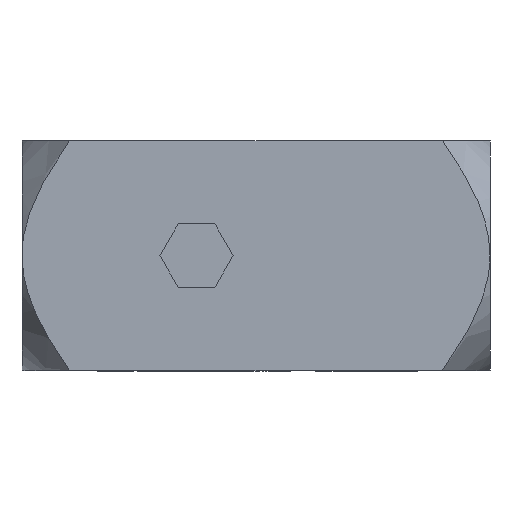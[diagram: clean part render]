
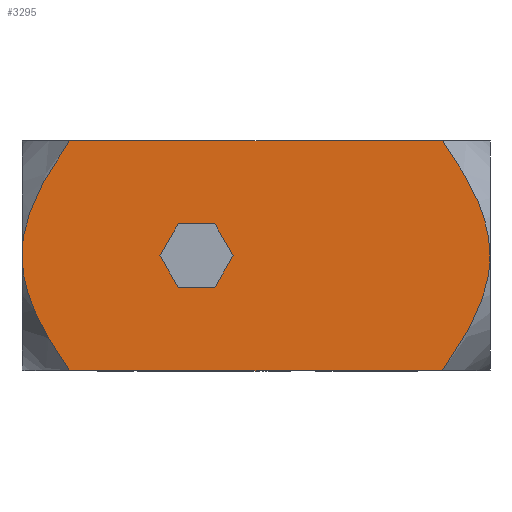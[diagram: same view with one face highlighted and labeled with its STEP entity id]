
A CAD part, left-side view. The second image highlights one B-rep face of the part: STEP entity #3295.
In plain terms, the highlighted planar face has unit normal (-1, 0, 0).
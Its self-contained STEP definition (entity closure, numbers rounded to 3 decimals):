
#27=(
BOUNDED_CURVE()
B_SPLINE_CURVE(2,(#5216,#5217,#5218),.UNSPECIFIED.,.F.,.F.)
B_SPLINE_CURVE_WITH_KNOTS((3,3),(1.67,3.918),
 .UNSPECIFIED.)
CURVE()
GEOMETRIC_REPRESENTATION_ITEM()
RATIONAL_B_SPLINE_CURVE((1.153,1.18,1.))
REPRESENTATION_ITEM('')
);
#29=(
BOUNDED_CURVE()
B_SPLINE_CURVE(2,(#5223,#5224,#5225),.UNSPECIFIED.,.F.,.F.)
B_SPLINE_CURVE_WITH_KNOTS((3,3),(3.918,6.165),
 .UNSPECIFIED.)
CURVE()
GEOMETRIC_REPRESENTATION_ITEM()
RATIONAL_B_SPLINE_CURVE((1.,1.18,1.153))
REPRESENTATION_ITEM('')
);
#31=(
BOUNDED_CURVE()
B_SPLINE_CURVE(2,(#5231,#5232,#5233),.UNSPECIFIED.,.F.,.F.)
B_SPLINE_CURVE_WITH_KNOTS((3,3),(1.103,3.143),
 .UNSPECIFIED.)
CURVE()
GEOMETRIC_REPRESENTATION_ITEM()
RATIONAL_B_SPLINE_CURVE((1.111,1.158,1.))
REPRESENTATION_ITEM('')
);
#32=(
BOUNDED_CURVE()
B_SPLINE_CURVE(2,(#5235,#5236,#5237),.UNSPECIFIED.,.F.,.F.)
B_SPLINE_CURVE_WITH_KNOTS((3,3),(3.143,5.182),
 .UNSPECIFIED.)
CURVE()
GEOMETRIC_REPRESENTATION_ITEM()
RATIONAL_B_SPLINE_CURVE((1.,1.158,1.111))
REPRESENTATION_ITEM('')
);
#125=FACE_BOUND('',#609,.T.);
#217=PLANE('',#3570);
#392=FACE_OUTER_BOUND('',#608,.T.);
#608=EDGE_LOOP('',(#2689,#2690,#2691,#2692,#2693,#2694));
#609=EDGE_LOOP('',(#2695,#2696));
#898=LINE('',#5131,#1164);
#920=LINE('',#5238,#1186);
#1164=VECTOR('',#4166,10.);
#1186=VECTOR('',#4256,10.);
#1296=CIRCLE('',#3550,3.);
#1297=CIRCLE('',#3551,3.);
#1386=VERTEX_POINT('',#4683);
#1395=VERTEX_POINT('',#4706);
#1529=VERTEX_POINT('',#5114);
#1532=VERTEX_POINT('',#5127);
#1547=VERTEX_POINT('',#5177);
#1548=VERTEX_POINT('',#5179);
#1558=VERTEX_POINT('',#5215);
#1559=VERTEX_POINT('',#5234);
#1920=EDGE_CURVE('',#1532,#1529,#898,.T.);
#1942=EDGE_CURVE('',#1548,#1547,#1296,.T.);
#1943=EDGE_CURVE('',#1547,#1548,#1297,.T.);
#1956=EDGE_CURVE('',#1558,#1395,#27,.T.);
#1958=EDGE_CURVE('',#1395,#1529,#29,.T.);
#1960=EDGE_CURVE('',#1532,#1386,#31,.T.);
#1961=EDGE_CURVE('',#1386,#1559,#32,.T.);
#1962=EDGE_CURVE('',#1559,#1558,#920,.T.);
#2689=ORIENTED_EDGE('',*,*,#1956,.T.);
#2690=ORIENTED_EDGE('',*,*,#1958,.T.);
#2691=ORIENTED_EDGE('',*,*,#1920,.F.);
#2692=ORIENTED_EDGE('',*,*,#1960,.T.);
#2693=ORIENTED_EDGE('',*,*,#1961,.T.);
#2694=ORIENTED_EDGE('',*,*,#1962,.T.);
#2695=ORIENTED_EDGE('',*,*,#1942,.T.);
#2696=ORIENTED_EDGE('',*,*,#1943,.T.);
#3295=ADVANCED_FACE('',(#392,#125),#217,.T.);
#3550=AXIS2_PLACEMENT_3D('',#5180,#4212,#4213);
#3551=AXIS2_PLACEMENT_3D('',#5181,#4214,#4215);
#3570=AXIS2_PLACEMENT_3D('',#5230,#4254,#4255);
#4166=DIRECTION('',(0.,1.,0.));
#4212=DIRECTION('center_axis',(1.,0.,0.));
#4213=DIRECTION('ref_axis',(0.,0.,1.));
#4214=DIRECTION('center_axis',(1.,0.,0.));
#4215=DIRECTION('ref_axis',(0.,0.,1.));
#4254=DIRECTION('center_axis',(-1.,0.,0.));
#4255=DIRECTION('ref_axis',(0.,0.,1.));
#4256=DIRECTION('',(0.,1.,0.));
#4683=CARTESIAN_POINT('',(-14.5,0.,0.));
#4706=CARTESIAN_POINT('',(-14.5,59.,0.));
#5114=CARTESIAN_POINT('',(-14.5,52.994,-14.5));
#5127=CARTESIAN_POINT('',(-14.5,6.006,-14.5));
#5131=CARTESIAN_POINT('',(-14.5,0.,-14.5));
#5177=CARTESIAN_POINT('',(-14.5,37.,-3.));
#5179=CARTESIAN_POINT('',(-14.5,37.,3.));
#5180=CARTESIAN_POINT('Origin',(-14.5,37.,0.));
#5181=CARTESIAN_POINT('Origin',(-14.5,37.,0.));
#5215=CARTESIAN_POINT('',(-14.5,52.994,14.5));
#5216=CARTESIAN_POINT('Ctrl Pts',(-14.5,52.994,14.5));
#5217=CARTESIAN_POINT('Ctrl Pts',(-14.5,59.,6.006));
#5218=CARTESIAN_POINT('Ctrl Pts',(-14.5,59.,0.));
#5223=CARTESIAN_POINT('Ctrl Pts',(-14.5,59.,0.));
#5224=CARTESIAN_POINT('Ctrl Pts',(-14.5,59.,-6.006));
#5225=CARTESIAN_POINT('Ctrl Pts',(-14.5,52.994,-14.5));
#5230=CARTESIAN_POINT('Origin',(-14.5,0.,-14.5));
#5231=CARTESIAN_POINT('Ctrl Pts',(-14.5,6.006,-14.5));
#5232=CARTESIAN_POINT('Ctrl Pts',(-14.5,0.,-6.006));
#5233=CARTESIAN_POINT('Ctrl Pts',(-14.5,0.,0.));
#5234=CARTESIAN_POINT('',(-14.5,6.006,14.5));
#5235=CARTESIAN_POINT('Ctrl Pts',(-14.5,0.,0.));
#5236=CARTESIAN_POINT('Ctrl Pts',(-14.5,0.,6.006));
#5237=CARTESIAN_POINT('Ctrl Pts',(-14.5,6.006,14.5));
#5238=CARTESIAN_POINT('',(-14.5,0.,14.5));
